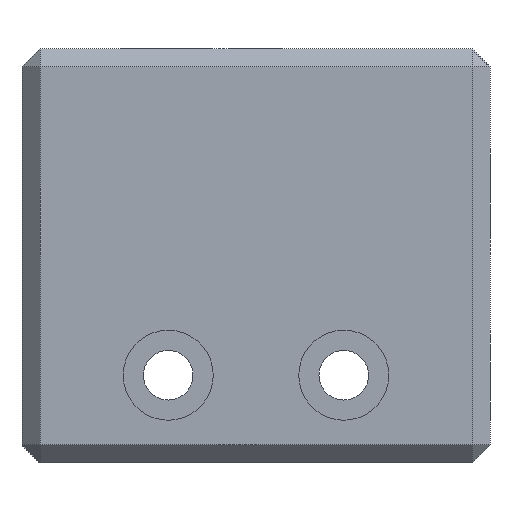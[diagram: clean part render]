
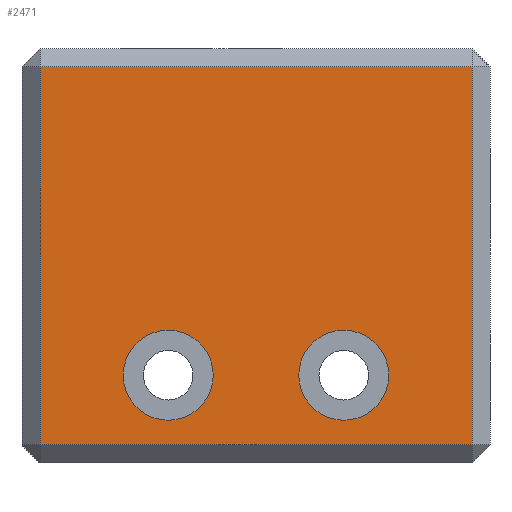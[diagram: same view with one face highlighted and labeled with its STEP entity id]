
A CAD part, front view. The second image highlights one B-rep face of the part: STEP entity #2471.
In plain terms, the highlighted planar face has unit normal (0, -1, 0).
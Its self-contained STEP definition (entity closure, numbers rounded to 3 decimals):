
#51=FACE_BOUND('',#355,.T.);
#52=FACE_BOUND('',#356,.T.);
#106=CIRCLE('',#2625,5.);
#107=CIRCLE('',#2626,5.);
#108=CIRCLE('',#2627,5.);
#109=CIRCLE('',#2628,5.);
#219=FACE_OUTER_BOUND('',#354,.T.);
#354=EDGE_LOOP('',(#1765,#1766,#1767,#1768));
#355=EDGE_LOOP('',(#1769,#1770));
#356=EDGE_LOOP('',(#1771,#1772));
#525=LINE('',#3588,#783);
#545=LINE('',#3626,#803);
#547=LINE('',#3629,#805);
#549=LINE('',#3632,#807);
#783=VECTOR('',#2858,10.);
#803=VECTOR('',#2894,10.);
#805=VECTOR('',#2898,10.);
#807=VECTOR('',#2902,10.);
#1024=VERTEX_POINT('',#3549);
#1029=VERTEX_POINT('',#3562);
#1033=VERTEX_POINT('',#3574);
#1036=VERTEX_POINT('',#3581);
#1104=VERTEX_POINT('',#3753);
#1105=VERTEX_POINT('',#3754);
#1106=VERTEX_POINT('',#3757);
#1107=VERTEX_POINT('',#3758);
#1289=EDGE_CURVE('',#1036,#1029,#525,.T.);
#1309=EDGE_CURVE('',#1033,#1036,#545,.T.);
#1311=EDGE_CURVE('',#1024,#1033,#547,.T.);
#1313=EDGE_CURVE('',#1029,#1024,#549,.T.);
#1374=EDGE_CURVE('',#1104,#1105,#106,.T.);
#1375=EDGE_CURVE('',#1105,#1104,#107,.T.);
#1376=EDGE_CURVE('',#1106,#1107,#108,.T.);
#1377=EDGE_CURVE('',#1107,#1106,#109,.T.);
#1765=ORIENTED_EDGE('',*,*,#1289,.F.);
#1766=ORIENTED_EDGE('',*,*,#1309,.F.);
#1767=ORIENTED_EDGE('',*,*,#1311,.F.);
#1768=ORIENTED_EDGE('',*,*,#1313,.F.);
#1769=ORIENTED_EDGE('',*,*,#1374,.T.);
#1770=ORIENTED_EDGE('',*,*,#1375,.T.);
#1771=ORIENTED_EDGE('',*,*,#1376,.T.);
#1772=ORIENTED_EDGE('',*,*,#1377,.T.);
#2372=PLANE('',#2624);
#2471=ADVANCED_FACE('',(#219,#51,#52),#2372,.F.);
#2624=AXIS2_PLACEMENT_3D('',#3752,#2981,#2982);
#2625=AXIS2_PLACEMENT_3D('',#3755,#2983,#2984);
#2626=AXIS2_PLACEMENT_3D('',#3756,#2985,#2986);
#2627=AXIS2_PLACEMENT_3D('',#3759,#2987,#2988);
#2628=AXIS2_PLACEMENT_3D('',#3760,#2989,#2990);
#2858=DIRECTION('',(0.,0.,-1.));
#2894=DIRECTION('',(1.,0.,0.));
#2898=DIRECTION('',(0.,0.,1.));
#2902=DIRECTION('',(-1.,0.,0.));
#2981=DIRECTION('center_axis',(0.,1.,0.));
#2982=DIRECTION('ref_axis',(0.,0.,1.));
#2983=DIRECTION('center_axis',(0.,1.,0.));
#2984=DIRECTION('ref_axis',(0.,0.,1.));
#2985=DIRECTION('center_axis',(0.,1.,0.));
#2986=DIRECTION('ref_axis',(0.,0.,1.));
#2987=DIRECTION('center_axis',(0.,1.,0.));
#2988=DIRECTION('ref_axis',(0.,0.,1.));
#2989=DIRECTION('center_axis',(0.,1.,0.));
#2990=DIRECTION('ref_axis',(0.,0.,1.));
#3549=CARTESIAN_POINT('',(-24.,0.,-44.));
#3562=CARTESIAN_POINT('',(24.,0.,-44.));
#3574=CARTESIAN_POINT('',(-24.,0.,-2.));
#3581=CARTESIAN_POINT('',(24.,0.,-2.));
#3588=CARTESIAN_POINT('',(24.,0.,0.));
#3626=CARTESIAN_POINT('',(26.,0.,-2.));
#3629=CARTESIAN_POINT('',(-24.,0.,0.));
#3632=CARTESIAN_POINT('',(26.,0.,-44.));
#3752=CARTESIAN_POINT('Origin',(26.,0.,0.));
#3753=CARTESIAN_POINT('',(9.75,0.,-41.25));
#3754=CARTESIAN_POINT('',(9.75,0.,-31.25));
#3755=CARTESIAN_POINT('Origin',(9.75,0.,-36.25));
#3756=CARTESIAN_POINT('Origin',(9.75,0.,-36.25));
#3757=CARTESIAN_POINT('',(-9.75,0.,-41.25));
#3758=CARTESIAN_POINT('',(-9.75,0.,-31.25));
#3759=CARTESIAN_POINT('Origin',(-9.75,0.,-36.25));
#3760=CARTESIAN_POINT('Origin',(-9.75,0.,-36.25));
